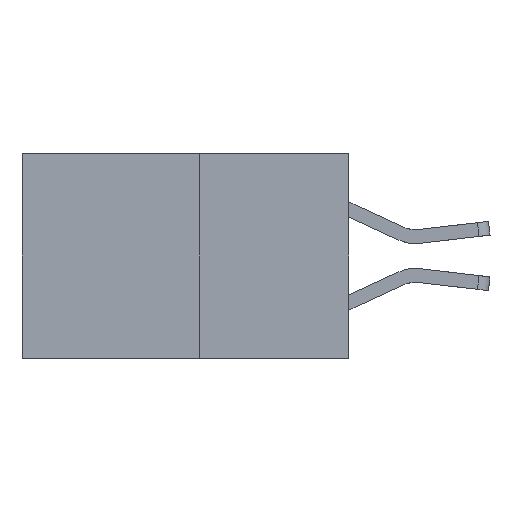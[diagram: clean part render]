
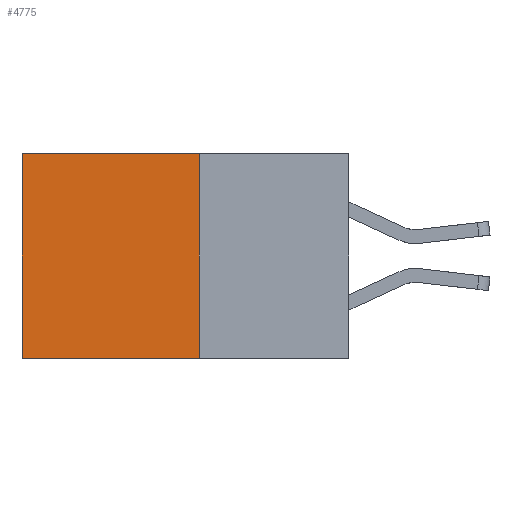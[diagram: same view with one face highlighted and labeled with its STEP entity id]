
A CAD part, left-side view. The second image highlights one B-rep face of the part: STEP entity #4775.
In plain terms, the highlighted planar face has unit normal (-1, 0, 0).
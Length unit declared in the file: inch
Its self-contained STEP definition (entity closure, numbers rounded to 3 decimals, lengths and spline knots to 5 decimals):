
#1004 = EDGE_CURVE ( 'NONE', #4854, #6627, #8415, .T. ) ;
#1404 = ORIENTED_EDGE ( 'NONE', *, *, #8928, .T. ) ;
#1430 = DIRECTION ( 'NONE',  ( 0., 0., -1. ) ) ;
#1530 = LINE ( 'NONE', #7080, #9755 ) ;
#1965 = VECTOR ( 'NONE', #2405, 39.37008 ) ;
#2168 = EDGE_CURVE ( 'NONE', #4854, #2897, #8040, .T. ) ;
#2292 = ORIENTED_EDGE ( 'NONE', *, *, #2168, .T. ) ;
#2405 = DIRECTION ( 'NONE',  ( 0., 0., -1. ) ) ;
#2897 = VERTEX_POINT ( 'NONE', #7776 ) ;
#2945 = VECTOR ( 'NONE', #6340, 39.37008 ) ;
#2955 = DIRECTION ( 'NONE',  ( 1., 0., 0. ) ) ;
#3247 = PLANE ( 'NONE',  #9143 ) ;
#3438 = CARTESIAN_POINT ( 'NONE',  ( 0.277, 0.27, -0.37 ) ) ;
#3777 = EDGE_LOOP ( 'NONE', ( #1404, #7733, #6033, #2292 ) ) ;
#4022 = CARTESIAN_POINT ( 'NONE',  ( 0.277, 0.27, 0. ) ) ;
#4775 = ADVANCED_FACE ( 'NONE', ( #7858 ), #3247, .F. ) ;
#4854 = VERTEX_POINT ( 'NONE', #9708 ) ;
#5502 = VECTOR ( 'NONE', #7530, 39.37008 ) ;
#6033 = ORIENTED_EDGE ( 'NONE', *, *, #1004, .F. ) ;
#6260 = VERTEX_POINT ( 'NONE', #9780 ) ;
#6340 = DIRECTION ( 'NONE',  ( 0., 1., 0. ) ) ;
#6541 = CARTESIAN_POINT ( 'NONE',  ( 0.277, 0.27, -0.37 ) ) ;
#6627 = VERTEX_POINT ( 'NONE', #6541 ) ;
#7080 = CARTESIAN_POINT ( 'NONE',  ( 0.277, 0.59, -0.37 ) ) ;
#7284 = EDGE_CURVE ( 'NONE', #6627, #6260, #7594, .T. ) ;
#7530 = DIRECTION ( 'NONE',  ( 0., 1., 0. ) ) ;
#7594 = LINE ( 'NONE', #7845, #5502 ) ;
#7663 = CARTESIAN_POINT ( 'NONE',  ( 0.277, 0.27, -0.37 ) ) ;
#7733 = ORIENTED_EDGE ( 'NONE', *, *, #7284, .F. ) ;
#7776 = CARTESIAN_POINT ( 'NONE',  ( 0.277, 0.59, 0. ) ) ;
#7845 = CARTESIAN_POINT ( 'NONE',  ( 0.277, 0.27, -0.37 ) ) ;
#7858 = FACE_OUTER_BOUND ( 'NONE', #3777, .T. ) ;
#8040 = LINE ( 'NONE', #4022, #2945 ) ;
#8415 = LINE ( 'NONE', #7663, #1965 ) ;
#8928 = EDGE_CURVE ( 'NONE', #2897, #6260, #1530, .T. ) ;
#9143 = AXIS2_PLACEMENT_3D ( 'NONE', #3438, #2955, #1430 ) ;
#9432 = DIRECTION ( 'NONE',  ( 0., 0., -1. ) ) ;
#9708 = CARTESIAN_POINT ( 'NONE',  ( 0.277, 0.27, 0. ) ) ;
#9755 = VECTOR ( 'NONE', #9432, 39.37008 ) ;
#9780 = CARTESIAN_POINT ( 'NONE',  ( 0.277, 0.59, -0.37 ) ) ;
